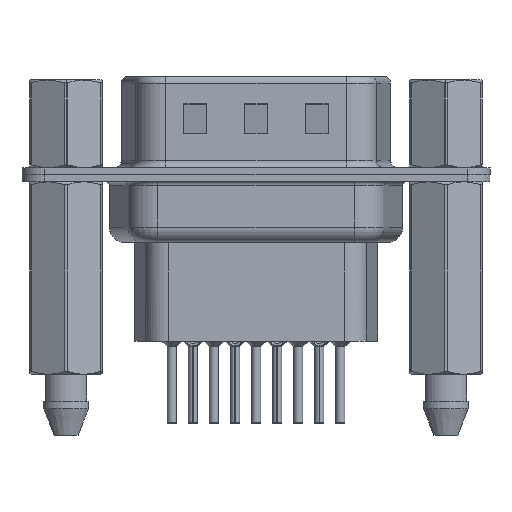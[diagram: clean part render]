
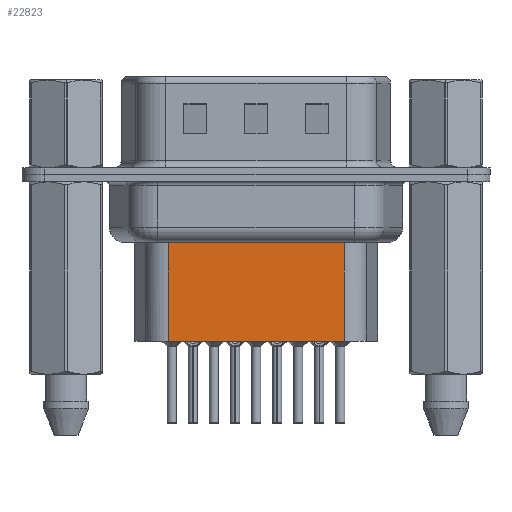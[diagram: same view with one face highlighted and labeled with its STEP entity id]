
A CAD part, front view. The second image highlights one B-rep face of the part: STEP entity #22823.
In plain terms, the highlighted planar face has unit normal (0, -1, 0).
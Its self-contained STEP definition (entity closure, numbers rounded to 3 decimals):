
#178 = VECTOR ( 'NONE', #24312, 1000. ) ;
#437 = CARTESIAN_POINT ( 'NONE',  ( 18.294, -3.5, -10.95 ) ) ;
#1109 = DIRECTION ( 'NONE',  ( 0., -1., 0. ) ) ;
#1609 = EDGE_CURVE ( 'NONE', #16002, #17926, #20461, .T. ) ;
#2946 = CARTESIAN_POINT ( 'NONE',  ( 6.459, -3.5, -4.097 ) ) ;
#3324 = DIRECTION ( 'NONE',  ( -1., 0., 0. ) ) ;
#4351 = DIRECTION ( 'NONE',  ( -1., 0., 0. ) ) ;
#4463 = CARTESIAN_POINT ( 'NONE',  ( 6.706, -3.5, -4.097 ) ) ;
#4532 = EDGE_LOOP ( 'NONE', ( #13031, #16125, #12583, #10071 ) ) ;
#6691 = VECTOR ( 'NONE', #3324, 1000. ) ;
#7715 = DIRECTION ( 'NONE',  ( 1., 0., 0. ) ) ;
#8504 = LINE ( 'NONE', #22079, #178 ) ;
#9462 = EDGE_CURVE ( 'NONE', #15604, #23837, #21429, .T. ) ;
#9701 = CARTESIAN_POINT ( 'NONE',  ( 6.706, -3.5, -3.1 ) ) ;
#10071 = ORIENTED_EDGE ( 'NONE', *, *, #1609, .F. ) ;
#11156 = PLANE ( 'NONE',  #17810 ) ;
#11171 = EDGE_CURVE ( 'NONE', #23837, #17926, #24997, .T. ) ;
#12526 = CARTESIAN_POINT ( 'NONE',  ( 18.294, -3.5, -4.097 ) ) ;
#12583 = ORIENTED_EDGE ( 'NONE', *, *, #11171, .T. ) ;
#12755 = CARTESIAN_POINT ( 'NONE',  ( 6.706, -3.5, -3.1 ) ) ;
#13031 = ORIENTED_EDGE ( 'NONE', *, *, #24946, .F. ) ;
#13180 = CARTESIAN_POINT ( 'NONE',  ( 6.706, -3.5, -10.95 ) ) ;
#14652 = CARTESIAN_POINT ( 'NONE',  ( 6.706, -3.5, -10.95 ) ) ;
#15250 = VECTOR ( 'NONE', #4351, 1000. ) ;
#15493 = FACE_OUTER_BOUND ( 'NONE', #4532, .T. ) ;
#15604 = VERTEX_POINT ( 'NONE', #12526 ) ;
#16002 = VERTEX_POINT ( 'NONE', #437 ) ;
#16125 = ORIENTED_EDGE ( 'NONE', *, *, #9462, .T. ) ;
#17343 = DIRECTION ( 'NONE',  ( 0., 0., -1. ) ) ;
#17810 = AXIS2_PLACEMENT_3D ( 'NONE', #9701, #1109, #7715 ) ;
#17926 = VERTEX_POINT ( 'NONE', #13180 ) ;
#20461 = LINE ( 'NONE', #14652, #15250 ) ;
#21429 = LINE ( 'NONE', #2946, #6691 ) ;
#22079 = CARTESIAN_POINT ( 'NONE',  ( 18.294, -3.5, -3.1 ) ) ;
#22823 = ADVANCED_FACE ( 'NONE', ( #15493 ), #11156, .T. ) ;
#23837 = VERTEX_POINT ( 'NONE', #4463 ) ;
#24312 = DIRECTION ( 'NONE',  ( 0., 0., -1. ) ) ;
#24946 = EDGE_CURVE ( 'NONE', #15604, #16002, #8504, .T. ) ;
#24997 = LINE ( 'NONE', #12755, #25262 ) ;
#25262 = VECTOR ( 'NONE', #17343, 1000. ) ;
